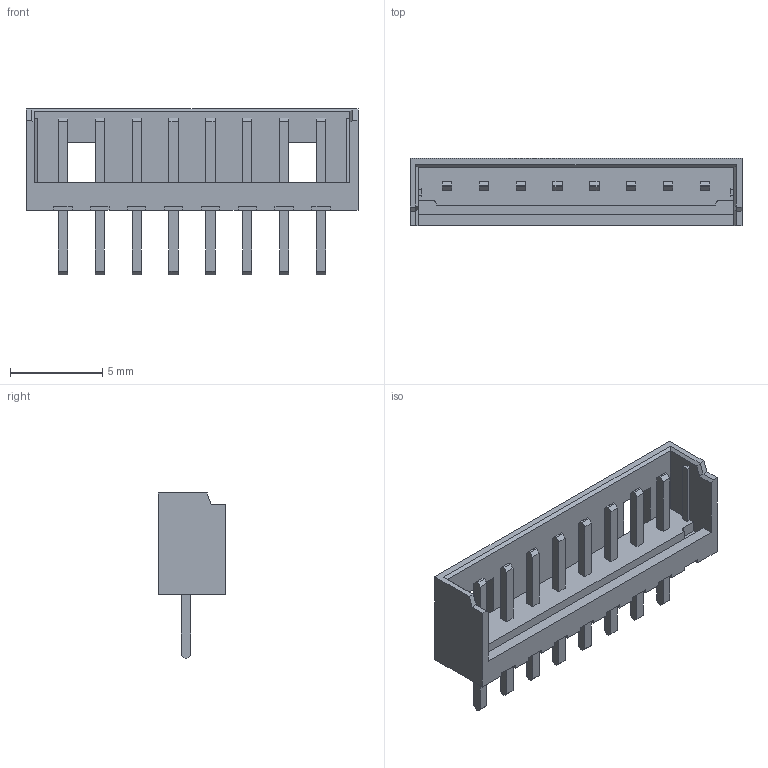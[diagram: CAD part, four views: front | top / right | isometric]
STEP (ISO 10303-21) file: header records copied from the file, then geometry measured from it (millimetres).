
FILE_DESCRIPTION (( 'STEP AP214' ), '1' );
FILE_NAME ('CONN-TH_8P-P2.00_53253-0870.step', '2022-08-02T15:11:52', ( '' ), ( '' ), 'SwSTEP 2.0', 'SolidWorks 2020', '' );
FILE_SCHEMA (( 'AUTOMOTIVE_DESIGN' ));
Length unit declared in the file: millimetre
Products named in the file (1): CONN-TH_8P-P2.00_53253-0870
Bounding box: 18 x 3.65 x 9 mm (x, y, z)
Volume: 144.3 mm3; surface area: 520.8 mm2
Topology: 14 solids, 14 shells, 514 faces, 1391 edges, 924 vertices
Faces by surface type: plane 398, bspline 114, cylinder 2
Entity records: 21311 total; most frequent: CARTESIAN_POINT 5192, ORIENTED_EDGE 2782, DIRECTION 1965, EDGE_CURVE 1391, VECTOR 1155, LINE 1155, VERTEX_POINT 924, EDGE_LOOP 549
